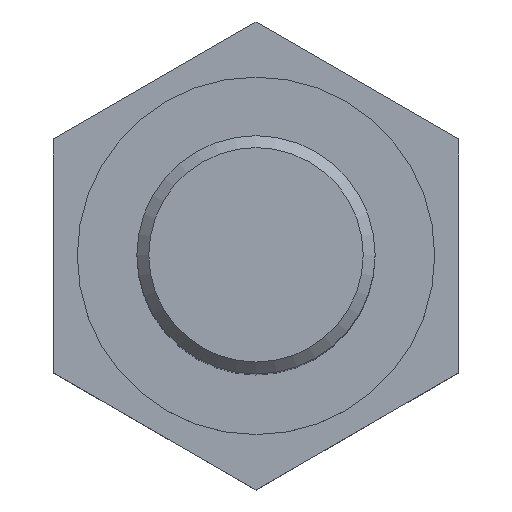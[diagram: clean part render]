
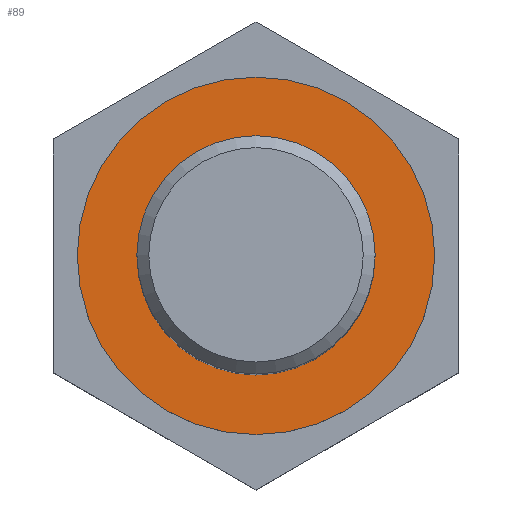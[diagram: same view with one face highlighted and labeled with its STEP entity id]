
A CAD part, top view. The second image highlights one B-rep face of the part: STEP entity #89.
In plain terms, the highlighted planar face has unit normal (0, 0, 1).
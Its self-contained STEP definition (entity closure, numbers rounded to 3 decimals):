
#89 = ADVANCED_FACE( '', ( #130, #131 ), #132, .T. );
#130 = FACE_BOUND( '', #179, .T. );
#131 = FACE_OUTER_BOUND( '', #180, .T. );
#132 = PLANE( '', #181 );
#179 = EDGE_LOOP( '', ( #292 ) );
#180 = EDGE_LOOP( '', ( #293 ) );
#181 = AXIS2_PLACEMENT_3D( '', #294, #295, #296 );
#292 = ORIENTED_EDGE( '', *, *, #366, .F. );
#293 = ORIENTED_EDGE( '', *, *, #365, .T. );
#294 = CARTESIAN_POINT( '', ( 0., 0., 6.9 ) );
#295 = DIRECTION( '', ( 0., 0., 1. ) );
#296 = DIRECTION( '', ( 1., 0., 0. ) );
#365 = EDGE_CURVE( '', #425, #425, #426, .T. );
#366 = EDGE_CURVE( '', #427, #427, #428, .T. );
#425 = VERTEX_POINT( '', #555 );
#426 = CIRCLE( '', #556, 7.5 );
#427 = VERTEX_POINT( '', #557 );
#428 = CIRCLE( '', #558, 5. );
#555 = CARTESIAN_POINT( '', ( 0., 7.5, 6.9 ) );
#556 = AXIS2_PLACEMENT_3D( '', #618, #619, #620 );
#557 = CARTESIAN_POINT( '', ( 5., 0., 6.9 ) );
#558 = AXIS2_PLACEMENT_3D( '', #621, #622, #623 );
#618 = CARTESIAN_POINT( '', ( 0., 0., 6.9 ) );
#619 = DIRECTION( '', ( 0., 0., 1. ) );
#620 = DIRECTION( '', ( 0., 1., 0. ) );
#621 = CARTESIAN_POINT( '', ( 0., 0., 6.9 ) );
#622 = DIRECTION( '', ( 0., 0., 1. ) );
#623 = DIRECTION( '', ( 1., 0., 0. ) );
